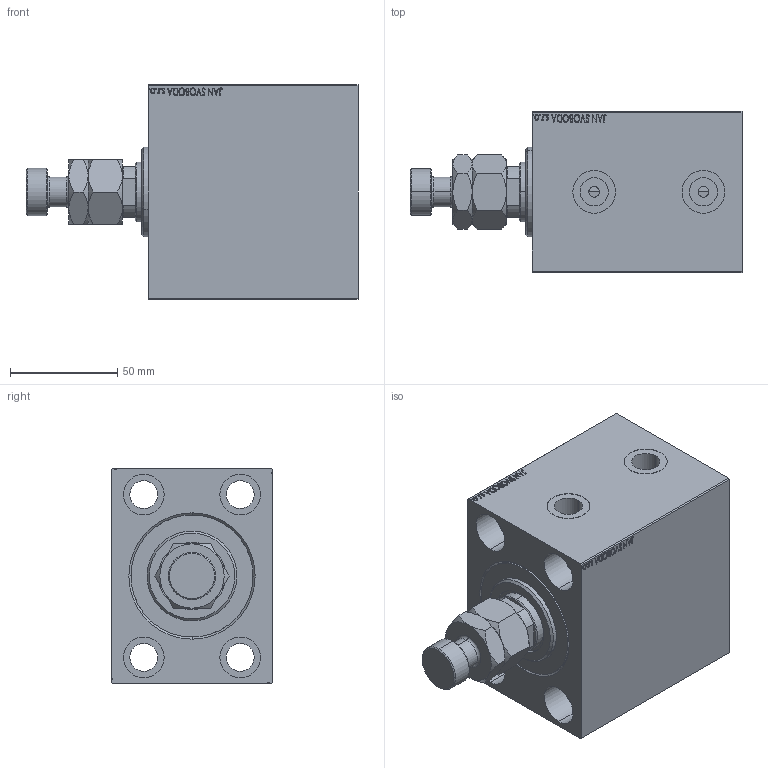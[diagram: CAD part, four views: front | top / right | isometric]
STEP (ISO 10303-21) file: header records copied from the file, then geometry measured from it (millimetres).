
FILE_DESCRIPTION (( 'STEP AP203' ), '1' );
FILE_NAME ('da54.STEP', '2024-02-11T14:44:15', ( '' ), ( '' ), 'SwSTEP 2.0', 'SolidWorks 2019', '' );
FILE_SCHEMA (( 'CONFIG_CONTROL_DESIGN' ));
Length unit declared in the file: millimetre
Products named in the file (5): V450CM_C_Body 3cb1ec073ddeacea294c1bae9f496b43; V450CM_C_VCP 3cb1ec073ddeacea294c1bae9f496b43; V450CM_VC_B 3cb1ec073ddeacea294c1bae9f496b43; da54; MFA 3cb1ec073ddeacea294c1bae9f496b43
Assembly tree (4 placements, depth 2):
  da54
    V450CM_C_Body 3cb1ec073ddeacea294c1bae9f496b43
    V450CM_C_VCP 3cb1ec073ddeacea294c1bae9f496b43
    V450CM_VC_B 3cb1ec073ddeacea294c1bae9f496b43
    MFA 3cb1ec073ddeacea294c1bae9f496b43
Bounding box: 155 x 75 x 100 mm (x, y, z)
Volume: 655555.3 mm3; surface area: 111079.8 mm2
Topology: 4 solids, 4 shells, 917 faces, 2322 edges, 1527 vertices
Faces by surface type: plane 425, bspline 380, cylinder 66, cone 42, torus 4
Entity records: 45799 total; most frequent: CARTESIAN_POINT 25743, ORIENTED_EDGE 4640, DIRECTION 2762, EDGE_CURVE 2320, VERTEX_POINT 1527, VECTOR 1326, LINE 1326, EDGE_LOOP 1047
